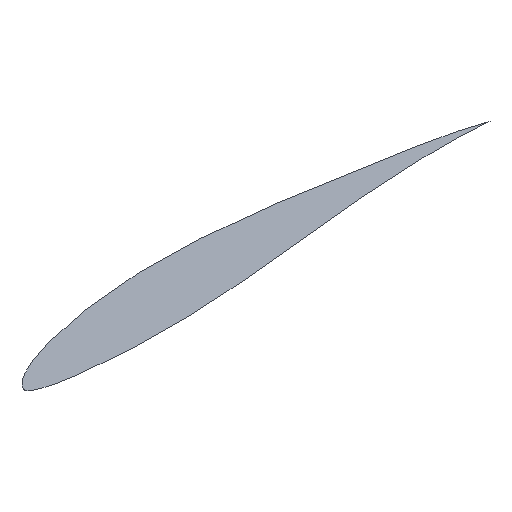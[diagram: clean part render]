
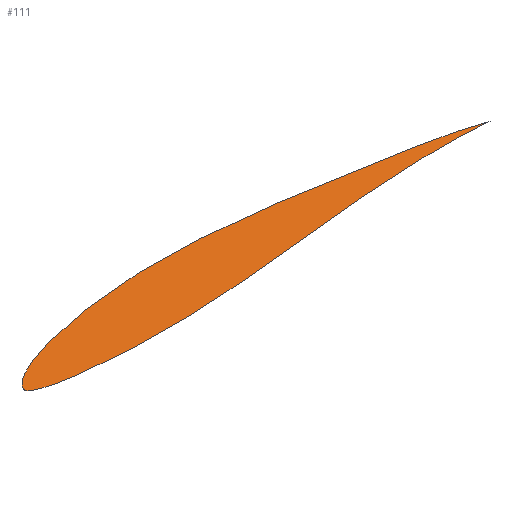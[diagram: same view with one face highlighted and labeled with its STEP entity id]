
A CAD part, isometric view. The second image highlights one B-rep face of the part: STEP entity #111.
In plain terms, the highlighted planar face has unit normal (0, 0, 1).
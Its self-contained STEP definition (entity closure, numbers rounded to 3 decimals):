
#1 = ORIENTED_EDGE ( 'NONE', *, *, #100, .T. ) ;
#2 = CARTESIAN_POINT ( 'NONE',  ( 0.232, -0.04, 0. ) ) ;
#3 = CARTESIAN_POINT ( 'NONE',  ( 0.787, 0.001, 0. ) ) ;
#4 = CARTESIAN_POINT ( 'NONE',  ( 0.509, 0.09, 0. ) ) ;
#5 = CARTESIAN_POINT ( 'NONE',  ( 0.789, 0.049, 0. ) ) ;
#6 = CARTESIAN_POINT ( 'NONE',  ( 0.323, 0.095, 0. ) ) ;
#8 = CARTESIAN_POINT ( 'NONE',  ( 0.005, 0.01, 0. ) ) ;
#9 = EDGE_CURVE ( 'NONE', #105, #93, #35, .T. ) ;
#11 = CARTESIAN_POINT ( 'NONE',  ( 0.011, -0.011, 0. ) ) ;
#12 = CARTESIAN_POINT ( 'NONE',  ( 0.117, -0.033, 0. ) ) ;
#13 = CARTESIAN_POINT ( 'NONE',  ( 0., -0.001, 0. ) ) ;
#14 = CARTESIAN_POINT ( 'NONE',  ( 0.606, 0.078, 0. ) ) ;
#15 = CARTESIAN_POINT ( 'NONE',  ( 0.13, 0.067, 0. ) ) ;
#16 = CARTESIAN_POINT ( 'NONE',  ( 0.002, -0.004, 0. ) ) ;
#17 = CARTESIAN_POINT ( 'NONE',  ( 0.002, 0.006, 0. ) ) ;
#18 = CARTESIAN_POINT ( 'NONE',  ( 0.634, -0.011, 0. ) ) ;
#19 = CARTESIAN_POINT ( 'NONE',  ( 0.992, 0.001, 0. ) ) ;
#20 = CARTESIAN_POINT ( 'NONE',  ( 0.017, 0.022, 0. ) ) ;
#21 = CARTESIAN_POINT ( 'NONE',  ( 0.28, 0.092, 0. ) ) ;
#22 = CARTESIAN_POINT ( 'NONE',  ( 0.654, 0.071, 0. ) ) ;
#23 = ORIENTED_EDGE ( 'NONE', *, *, #9, .T. ) ;
#24 = FACE_OUTER_BOUND ( 'NONE', #26, .T. ) ;
#25 = B_SPLINE_CURVE_WITH_KNOTS ( 'NONE', 3,
 ( #109, #89, #98, #110, #42, #54, #73, #47, #40, #78, #5, #113, #87, #22, #14, #46, #4, #72, #30, #32, #6, #21, #80, #39, #71, #15, #62, #112, #74, #31, #20, #114, #48, #8, #51 ),
 .UNSPECIFIED., .F., .F.,
 ( 4, 1, 1, 1, 1, 1, 1, 1, 1, 1, 1, 1, 1, 1, 1, 1, 1, 1, 1, 1, 1, 1, 1, 1, 1, 1, 1, 1, 1, 1, 1, 1, 4 ),
 ( 0., 0.002, 0.007, 0.014, 0.024, 0.036, 0.051, 0.067, 0.086, 0.106, 0.127, 0.15, 0.173, 0.197, 0.221, 0.245, 0.269, 0.292, 0.314, 0.336, 0.357, 0.378, 0.397, 0.415, 0.432, 0.448, 0.462, 0.474, 0.484, 0.492, 0.499, 0.5, 0.5 ),
 .UNSPECIFIED. ) ;
#26 = EDGE_LOOP ( 'NONE', ( #1, #23 ) ) ;
#27 = CARTESIAN_POINT ( 'NONE',  ( 0.005, -0.007, 0. ) ) ;
#29 = CARTESIAN_POINT ( 'NONE',  ( 0.473, -0.028, 0. ) ) ;
#30 = CARTESIAN_POINT ( 'NONE',  ( 0.414, 0.096, 0. ) ) ;
#31 = CARTESIAN_POINT ( 'NONE',  ( 0.031, 0.031, 0. ) ) ;
#32 = CARTESIAN_POINT ( 'NONE',  ( 0.368, 0.097, 0. ) ) ;
#35 = B_SPLINE_CURVE_WITH_KNOTS ( 'NONE', 3,
 ( #53, #68, #17, #37, #60, #13, #36, #16, #27, #11, #96, #86, #38, #69, #12, #108, #45, #2, #99, #91, #55, #57, #29, #63, #41, #18, #70, #81, #3, #82, #58, #61, #102, #103, #101, #19, #56, #50 ),
 .UNSPECIFIED., .F., .F.,
 ( 4, 1, 1, 1, 1, 1, 1, 1, 1, 1, 1, 1, 1, 1, 1, 1, 1, 1, 1, 1, 1, 1, 1, 1, 1, 1, 1, 1, 1, 1, 1, 1, 1, 1, 1, 4 ),
 ( 0.5, 0.503, 0.504, 0.505, 0.506, 0.507, 0.508, 0.509, 0.512, 0.518, 0.526, 0.537, 0.551, 0.566, 0.583, 0.602, 0.623, 0.644, 0.667, 0.691, 0.715, 0.741, 0.767, 0.794, 0.82, 0.847, 0.872, 0.896, 0.918, 0.939, 0.957, 0.972, 0.984, 0.993, 0.998, 1. ),
 .UNSPECIFIED. ) ;
#36 = CARTESIAN_POINT ( 'NONE',  ( 0.001, -0.003, 0. ) ) ;
#37 = CARTESIAN_POINT ( 'NONE',  ( 0., 0.002, 0. ) ) ;
#38 = CARTESIAN_POINT ( 'NONE',  ( 0.06, -0.025, 0. ) ) ;
#39 = CARTESIAN_POINT ( 'NONE',  ( 0.2, 0.082, 0. ) ) ;
#40 = CARTESIAN_POINT ( 'NONE',  ( 0.866, 0.034, 0. ) ) ;
#41 = CARTESIAN_POINT ( 'NONE',  ( 0.58, -0.017, 0. ) ) ;
#42 = CARTESIAN_POINT ( 'NONE',  ( 0.971, 0.01, 0. ) ) ;
#43 = CARTESIAN_POINT ( 'NONE',  ( 0.005, 0.01, 0. ) ) ;
#45 = CARTESIAN_POINT ( 'NONE',  ( 0.191, -0.038, 0. ) ) ;
#46 = CARTESIAN_POINT ( 'NONE',  ( 0.557, 0.085, 0. ) ) ;
#47 = CARTESIAN_POINT ( 'NONE',  ( 0.899, 0.027, 0. ) ) ;
#48 = CARTESIAN_POINT ( 'NONE',  ( 0.005, 0.01, 0. ) ) ;
#50 = CARTESIAN_POINT ( 'NONE',  ( 1., 0., 0. ) ) ;
#51 = CARTESIAN_POINT ( 'NONE',  ( 0.005, 0.01, 0. ) ) ;
#53 = CARTESIAN_POINT ( 'NONE',  ( 0.005, 0.01, 0. ) ) ;
#54 = CARTESIAN_POINT ( 'NONE',  ( 0.952, 0.015, 0. ) ) ;
#55 = CARTESIAN_POINT ( 'NONE',  ( 0.371, -0.037, 0. ) ) ;
#56 = CARTESIAN_POINT ( 'NONE',  ( 1., -0.001, 0. ) ) ;
#57 = CARTESIAN_POINT ( 'NONE',  ( 0.421, -0.033, 0. ) ) ;
#58 = CARTESIAN_POINT ( 'NONE',  ( 0.873, 0.004, 0. ) ) ;
#59 = DIRECTION ( 'NONE',  ( 0., 0., -1. ) ) ;
#60 = CARTESIAN_POINT ( 'NONE',  ( 0., 0., 0. ) ) ;
#61 = CARTESIAN_POINT ( 'NONE',  ( 0.91, 0.004, 0. ) ) ;
#62 = CARTESIAN_POINT ( 'NONE',  ( 0.099, 0.058, 0. ) ) ;
#63 = CARTESIAN_POINT ( 'NONE',  ( 0.526, -0.023, 0. ) ) ;
#68 = CARTESIAN_POINT ( 'NONE',  ( 0.003, 0.008, 0. ) ) ;
#69 = CARTESIAN_POINT ( 'NONE',  ( 0.086, -0.029, 0. ) ) ;
#70 = CARTESIAN_POINT ( 'NONE',  ( 0.687, -0.006, 0. ) ) ;
#71 = CARTESIAN_POINT ( 'NONE',  ( 0.163, 0.075, 0. ) ) ;
#72 = CARTESIAN_POINT ( 'NONE',  ( 0.461, 0.094, 0. ) ) ;
#73 = CARTESIAN_POINT ( 'NONE',  ( 0.928, 0.021, 0. ) ) ;
#74 = CARTESIAN_POINT ( 'NONE',  ( 0.05, 0.04, 0. ) ) ;
#75 = DIRECTION ( 'NONE',  ( -1., 0., 0. ) ) ;
#78 = CARTESIAN_POINT ( 'NONE',  ( 0.829, 0.041, 0. ) ) ;
#79 = AXIS2_PLACEMENT_3D ( 'NONE', #43, #59, #75 ) ;
#80 = CARTESIAN_POINT ( 'NONE',  ( 0.239, 0.087, 0. ) ) ;
#81 = CARTESIAN_POINT ( 'NONE',  ( 0.738, -0.002, 0. ) ) ;
#82 = CARTESIAN_POINT ( 'NONE',  ( 0.832, 0.003, 0. ) ) ;
#86 = CARTESIAN_POINT ( 'NONE',  ( 0.038, -0.021, 0. ) ) ;
#87 = CARTESIAN_POINT ( 'NONE',  ( 0.701, 0.064, 0. ) ) ;
#89 = CARTESIAN_POINT ( 'NONE',  ( 1., 0., 0. ) ) ;
#90 = CARTESIAN_POINT ( 'NONE',  ( 1., 0., 0. ) ) ;
#91 = CARTESIAN_POINT ( 'NONE',  ( 0.323, -0.039, 0. ) ) ;
#92 = CARTESIAN_POINT ( 'NONE',  ( 0.005, 0.01, 0. ) ) ;
#93 = VERTEX_POINT ( 'NONE', #90 ) ;
#96 = CARTESIAN_POINT ( 'NONE',  ( 0.021, -0.016, 0. ) ) ;
#98 = CARTESIAN_POINT ( 'NONE',  ( 0.993, 0.002, 0. ) ) ;
#99 = CARTESIAN_POINT ( 'NONE',  ( 0.276, -0.04, 0. ) ) ;
#100 = EDGE_CURVE ( 'NONE', #93, #105, #25, .T. ) ;
#101 = CARTESIAN_POINT ( 'NONE',  ( 0.984, 0.001, 0. ) ) ;
#102 = CARTESIAN_POINT ( 'NONE',  ( 0.941, 0.004, 0. ) ) ;
#103 = CARTESIAN_POINT ( 'NONE',  ( 0.964, 0.003, 0. ) ) ;
#105 = VERTEX_POINT ( 'NONE', #92 ) ;
#108 = CARTESIAN_POINT ( 'NONE',  ( 0.152, -0.036, 0. ) ) ;
#109 = CARTESIAN_POINT ( 'NONE',  ( 1., 0., 0. ) ) ;
#110 = CARTESIAN_POINT ( 'NONE',  ( 0.986, 0.004, 0. ) ) ;
#111 = ADVANCED_FACE ( 'NONE', ( #24 ), #115, .F. ) ;
#112 = CARTESIAN_POINT ( 'NONE',  ( 0.073, 0.05, 0. ) ) ;
#113 = CARTESIAN_POINT ( 'NONE',  ( 0.746, 0.056, 0. ) ) ;
#114 = CARTESIAN_POINT ( 'NONE',  ( 0.009, 0.014, 0. ) ) ;
#115 = PLANE ( 'NONE',  #79 ) ;
